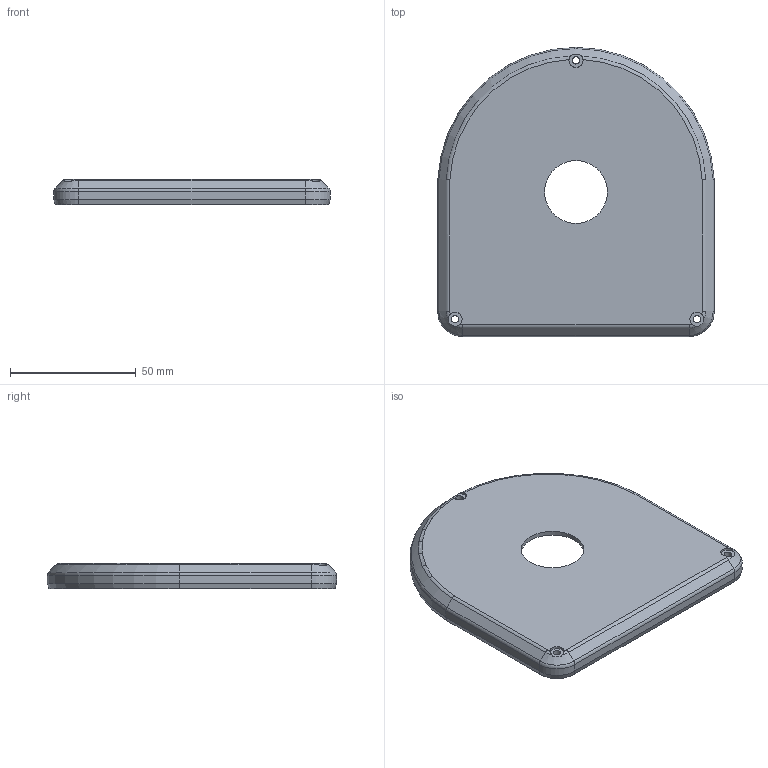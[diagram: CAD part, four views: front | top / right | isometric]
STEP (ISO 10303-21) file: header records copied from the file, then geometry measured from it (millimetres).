
FILE_DESCRIPTION(/* description */ (''),/* implementation_level */ '2;1');
FILE_NAME(/* name */ '495b32c1-c343-4c77-9ea2-5739b9d85df2.stp',/* time_stamp */ '2019-03-05T20:14:06+00:00',/* author */ (''),/* organization */ (''),/* preprocessor_version */ 'ST-DEVELOPER v17.2',/* originating_system */ 'Autodesk Translation Framework v7.6.0.251',/* authorisation */ '');
FILE_SCHEMA (('AUTOMOTIVE_DESIGN { 1 0 10303 214 3 1 1 }'));
Length unit declared in the file: millimetre
Products named in the file (1): BuzzerLid
Bounding box: 110 x 115.06 x 10 mm (x, y, z)
Volume: 26663.6 mm3; surface area: 27868.3 mm2
Topology: 1 solids, 1 shells, 90 faces, 230 edges, 144 vertices
Faces by surface type: plane 50, cylinder 20, cone 11, torus 9
Full cylindrical faces by diameter (mm): 2.9 x3, 25 x1, 33 x1
Entity records: 2851 total; most frequent: CARTESIAN_POINT 637, ORIENTED_EDGE 460, DIRECTION 448, EDGE_CURVE 230, AXIS2_PLACEMENT_3D 158, VERTEX_POINT 144, LINE 132, VECTOR 132
